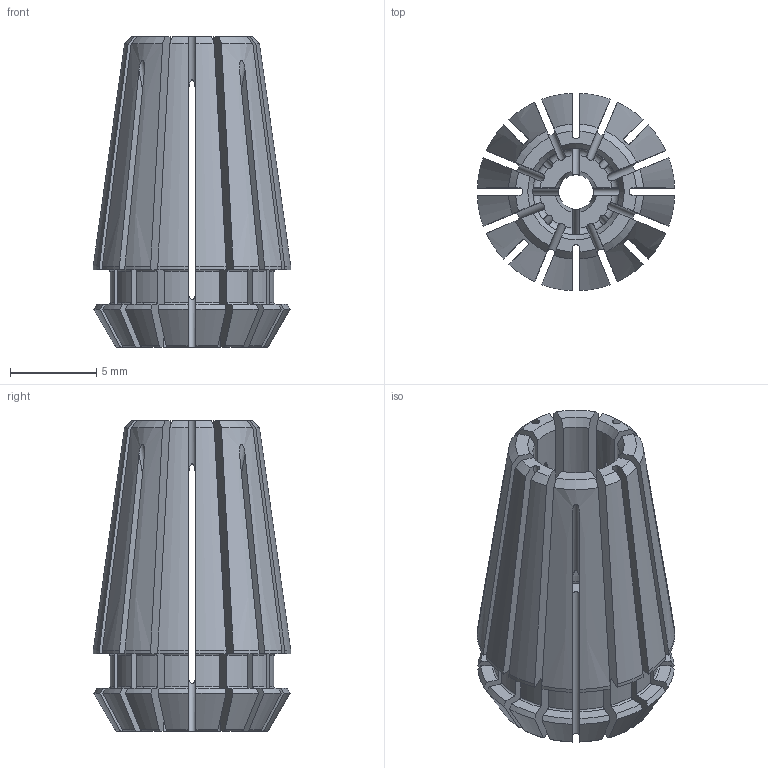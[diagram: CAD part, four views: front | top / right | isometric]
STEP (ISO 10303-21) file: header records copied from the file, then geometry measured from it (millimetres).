
FILE_DESCRIPTION(/* description */ (''),/* implementation_level */ '2;1');
FILE_NAME(/* name */ '111102006.stp',/* time_stamp */ '2021-06-01T15:42:07',/* author */ ('LRA'),/* organization */ ('REGO-FIX'),/* preprocessor_version */ ' Unknown',/* originating_system */ 'SIEMENS PLM Software Solid Edge ST10',/* authorization */ 'Unknown');
FILE_SCHEMA (('AUTOMOTIVE_DESIGN { 1 0 10303 214 2 1 1}'));
Length unit declared in the file: millimetre
Products named in the file (1): NOCUT
Bounding box: 11.43 x 11.43 x 18 mm (x, y, z)
Volume: 836.7 mm3; surface area: 2046.1 mm2
Topology: 1 solids, 1 shells, 291 faces, 917 edges, 611 vertices
Faces by surface type: cone 80, plane 77, torus 69, cylinder 65
Full cylindrical faces by diameter (mm): 2 x1
Entity records: 10750 total; most frequent: CARTESIAN_POINT 2963, ORIENTED_EDGE 1828, DIRECTION 1450, EDGE_CURVE 914, VERTEX_POINT 610, AXIS2_PLACEMENT_3D 585, B_SPLINE_CURVE_WITH_KNOTS 344, EDGE_LOOP 294
